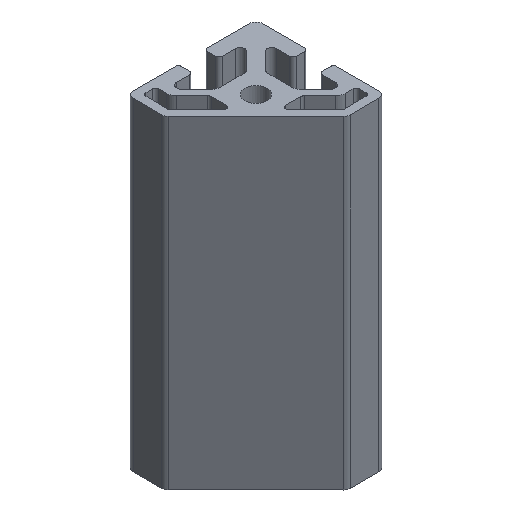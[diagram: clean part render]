
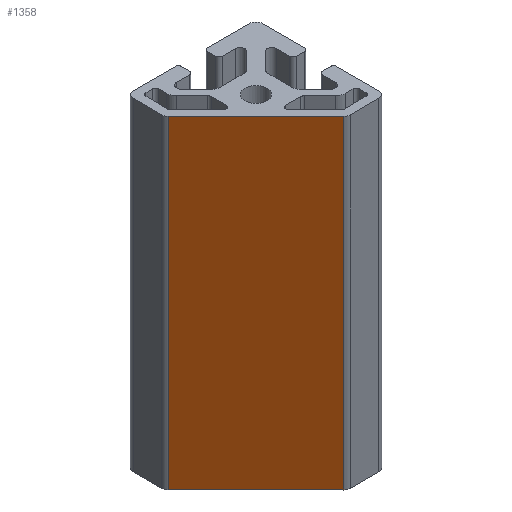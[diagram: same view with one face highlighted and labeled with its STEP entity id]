
A CAD part, isometric view. The second image highlights one B-rep face of the part: STEP entity #1358.
In plain terms, the highlighted planar face has unit normal (-0.707, -0.707, 0).
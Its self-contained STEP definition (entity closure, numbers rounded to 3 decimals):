
#180=FACE_OUTER_BOUND('',#250,.T.);
#250=EDGE_LOOP('',(#1089,#1090,#1091,#1092));
#377=LINE('',#2259,#509);
#379=LINE('',#2265,#511);
#380=LINE('',#2267,#512);
#381=LINE('',#2268,#513);
#509=VECTOR('',#1850,100.);
#511=VECTOR('',#1856,38.343);
#512=VECTOR('',#1857,100.);
#513=VECTOR('',#1858,38.343);
#647=VERTEX_POINT('',#2255);
#649=VERTEX_POINT('',#2258);
#651=VERTEX_POINT('',#2264);
#652=VERTEX_POINT('',#2266);
#834=EDGE_CURVE('',#649,#647,#377,.T.);
#837=EDGE_CURVE('',#651,#647,#379,.T.);
#838=EDGE_CURVE('',#652,#651,#380,.T.);
#839=EDGE_CURVE('',#649,#652,#381,.T.);
#1089=ORIENTED_EDGE('',*,*,#837,.F.);
#1090=ORIENTED_EDGE('',*,*,#838,.F.);
#1091=ORIENTED_EDGE('',*,*,#839,.F.);
#1092=ORIENTED_EDGE('',*,*,#834,.T.);
#1293=PLANE('',#1489);
#1358=ADVANCED_FACE('',(#180),#1293,.F.);
#1489=AXIS2_PLACEMENT_3D('',#2263,#1854,#1855);
#1850=DIRECTION('',(0.,0.,1.));
#1854=DIRECTION('center_axis',(0.707,0.707,0.));
#1855=DIRECTION('ref_axis',(-0.707,0.707,0.));
#1856=DIRECTION('',(0.707,-0.707,0.));
#1857=DIRECTION('',(0.,0.,1.));
#1858=DIRECTION('',(-0.707,0.707,0.));
#2255=CARTESIAN_POINT('',(7.699,-19.414,100.));
#2258=CARTESIAN_POINT('',(7.699,-19.414,0.));
#2259=CARTESIAN_POINT('',(7.699,-19.414,0.));
#2263=CARTESIAN_POINT('Origin',(7.699,-19.414,0.));
#2264=CARTESIAN_POINT('',(-19.414,7.699,100.));
#2265=CARTESIAN_POINT('',(0.92,-12.636,100.));
#2266=CARTESIAN_POINT('',(-19.414,7.699,0.));
#2267=CARTESIAN_POINT('',(-19.414,7.699,0.));
#2268=CARTESIAN_POINT('',(0.92,-12.636,0.));
